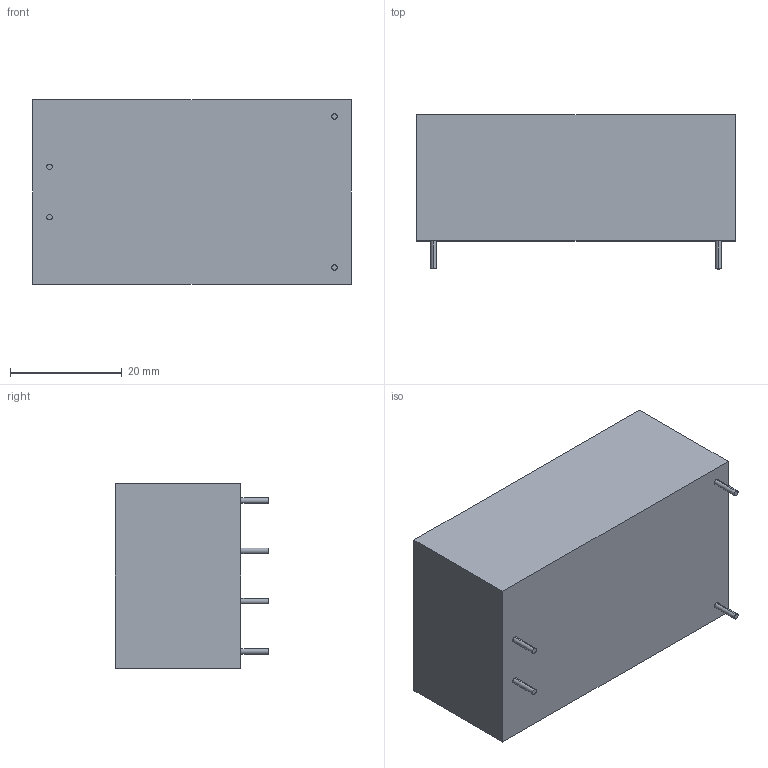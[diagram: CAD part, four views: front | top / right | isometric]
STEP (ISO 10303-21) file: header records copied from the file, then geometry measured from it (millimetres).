
FILE_DESCRIPTION (( 'STEP AP214' ), '1' );
FILE_NAME ('HLK-20M12.STEP', '2022-03-02T21:19:34', ( '' ), ( '' ), 'SwSTEP 2.0', 'SolidWorks 2017', '' );
FILE_SCHEMA (( 'AUTOMOTIVE_DESIGN' ));
Length unit declared in the file: millimetre
Products named in the file (1): HLK-20M12
Bounding box: 57 x 27.5 x 33 mm (x, y, z)
Volume: 42338.2 mm3; surface area: 7895.2 mm2
Topology: 9 solids, 9 shells, 50 faces, 84 edges, 56 vertices
Faces by surface type: plane 26, cylinder 24
Entity records: 1302 total; most frequent: DIRECTION 234, CARTESIAN_POINT 191, ORIENTED_EDGE 168, AXIS2_PLACEMENT_3D 99, EDGE_CURVE 84, VERTEX_POINT 56, EDGE_LOOP 54, ADVANCED_FACE 50
